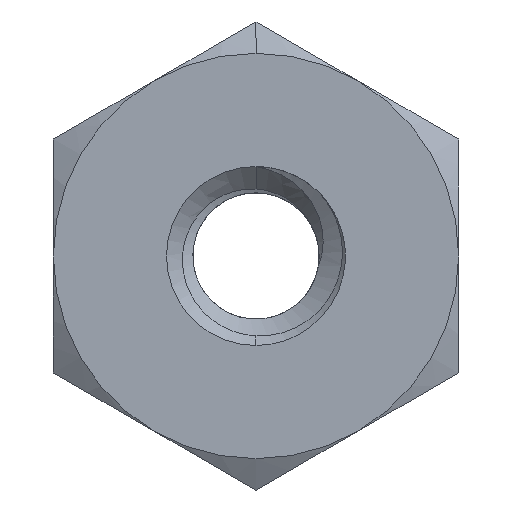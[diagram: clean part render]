
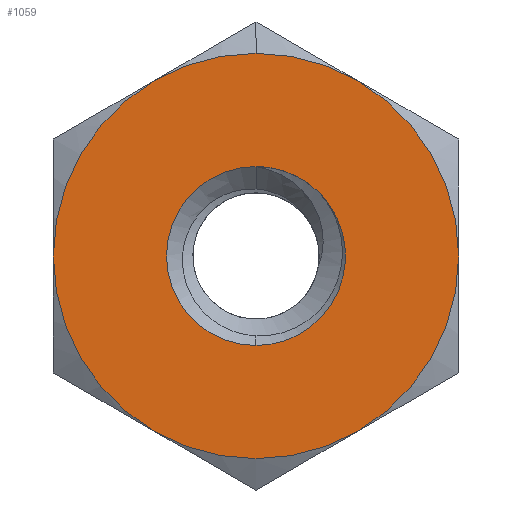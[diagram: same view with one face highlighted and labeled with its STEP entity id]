
A CAD part, front view. The second image highlights one B-rep face of the part: STEP entity #1059.
In plain terms, the highlighted planar face has unit normal (0, -1, 0).
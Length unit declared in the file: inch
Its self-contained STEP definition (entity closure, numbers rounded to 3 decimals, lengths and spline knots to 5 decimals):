
#14 = VERTEX_POINT ( 'NONE', #447 ) ;
#33 = DIRECTION ( 'NONE',  ( 0., 0., 1. ) ) ;
#45 = CIRCLE ( 'NONE', #1421, 0.15625 ) ;
#50 = VERTEX_POINT ( 'NONE', #1348 ) ;
#58 = DIRECTION ( 'NONE',  ( 0., 0., 1. ) ) ;
#72 = PLANE ( 'NONE',  #1201 ) ;
#75 = CIRCLE ( 'NONE', #1267, 0.15625 ) ;
#92 = DIRECTION ( 'NONE',  ( 0., -1., 0. ) ) ;
#98 = DIRECTION ( 'NONE',  ( 0., -1., 0. ) ) ;
#134 = ORIENTED_EDGE ( 'NONE', *, *, #740, .T. ) ;
#171 = ORIENTED_EDGE ( 'NONE', *, *, #1885, .T. ) ;
#176 = CARTESIAN_POINT ( 'NONE',  ( 0., -0.05469, 0. ) ) ;
#186 = DIRECTION ( 'NONE',  ( 0., -1., 0. ) ) ;
#202 = VERTEX_POINT ( 'NONE', #1106 ) ;
#217 = CARTESIAN_POINT ( 'NONE',  ( 0., -0.05469, 0.069 ) ) ;
#220 = VERTEX_POINT ( 'NONE', #950 ) ;
#241 = EDGE_CURVE ( 'NONE', #1195, #754, #1139, .T. ) ;
#242 = FACE_BOUND ( 'NONE', #1884, .T. ) ;
#259 = VERTEX_POINT ( 'NONE', #217 ) ;
#279 = CARTESIAN_POINT ( 'NONE',  ( 0., -0.05469, 0. ) ) ;
#284 = AXIS2_PLACEMENT_3D ( 'NONE', #1184, #1205, #33 ) ;
#296 = EDGE_CURVE ( 'NONE', #202, #371, #1784, .T. ) ;
#311 = CIRCLE ( 'NONE', #1604, 0.069 ) ;
#331 = CARTESIAN_POINT ( 'NONE',  ( 0., -0.05469, 0. ) ) ;
#353 = ORIENTED_EDGE ( 'NONE', *, *, #487, .T. ) ;
#371 = VERTEX_POINT ( 'NONE', #1561 ) ;
#375 = CARTESIAN_POINT ( 'NONE',  ( -0.15625, -0.05469, -0.09021 ) ) ;
#447 = CARTESIAN_POINT ( 'NONE',  ( -0.07813, -0.05469, -0.13532 ) ) ;
#487 = EDGE_CURVE ( 'NONE', #202, #1051, #1230, .T. ) ;
#498 = EDGE_LOOP ( 'NONE', ( #353, #171, #1192, #746, #1473, #1582, #725 ) ) ;
#507 = DIRECTION ( 'NONE',  ( 0., 1., 0. ) ) ;
#525 = EDGE_CURVE ( 'NONE', #1754, #14, #45, .T. ) ;
#526 = DIRECTION ( 'NONE',  ( 0., 0., 1. ) ) ;
#573 = DIRECTION ( 'NONE',  ( 0., 1., 0. ) ) ;
#625 = CIRCLE ( 'NONE', #1361, 0.069 ) ;
#675 = FACE_OUTER_BOUND ( 'NONE', #498, .T. ) ;
#712 = DIRECTION ( 'NONE',  ( 0., 0., 1. ) ) ;
#725 = ORIENTED_EDGE ( 'NONE', *, *, #296, .F. ) ;
#740 = EDGE_CURVE ( 'NONE', #259, #1195, #311, .T. ) ;
#744 = CIRCLE ( 'NONE', #1853, 0.15625 ) ;
#746 = ORIENTED_EDGE ( 'NONE', *, *, #525, .T. ) ;
#754 = VERTEX_POINT ( 'NONE', #771 ) ;
#771 = CARTESIAN_POINT ( 'NONE',  ( 0., -0.05469, -0.069 ) ) ;
#838 = CIRCLE ( 'NONE', #284, 0.15625 ) ;
#873 = EDGE_CURVE ( 'NONE', #14, #220, #1574, .T. ) ;
#912 = DIRECTION ( 'NONE',  ( 0., 1., 0. ) ) ;
#950 = CARTESIAN_POINT ( 'NONE',  ( 0.07813, -0.05469, -0.13532 ) ) ;
#980 = DIRECTION ( 'NONE',  ( 0., 0., 1. ) ) ;
#987 = AXIS2_PLACEMENT_3D ( 'NONE', #1521, #507, #526 ) ;
#990 = DIRECTION ( 'NONE',  ( 0., -1., 0. ) ) ;
#998 = CARTESIAN_POINT ( 'NONE',  ( 0.04879, -0.05469, 0.04879 ) ) ;
#1009 = CARTESIAN_POINT ( 'NONE',  ( 0., -0.05469, 0. ) ) ;
#1051 = VERTEX_POINT ( 'NONE', #1384 ) ;
#1059 = ADVANCED_FACE ( 'NONE', ( #675, #242 ), #72, .F. ) ;
#1063 = CARTESIAN_POINT ( 'NONE',  ( 0., -0.05469, 0. ) ) ;
#1106 = CARTESIAN_POINT ( 'NONE',  ( 0.07813, -0.05469, 0.13532 ) ) ;
#1139 = CIRCLE ( 'NONE', #987, 0.069 ) ;
#1171 = AXIS2_PLACEMENT_3D ( 'NONE', #1811, #92, #58 ) ;
#1184 = CARTESIAN_POINT ( 'NONE',  ( 0., -0.05469, 0. ) ) ;
#1192 = ORIENTED_EDGE ( 'NONE', *, *, #1850, .T. ) ;
#1195 = VERTEX_POINT ( 'NONE', #998 ) ;
#1201 = AXIS2_PLACEMENT_3D ( 'NONE', #375, #1704, #1255 ) ;
#1205 = DIRECTION ( 'NONE',  ( 0., -1., 0. ) ) ;
#1215 = ORIENTED_EDGE ( 'NONE', *, *, #241, .T. ) ;
#1230 = CIRCLE ( 'NONE', #1724, 0.15625 ) ;
#1255 = DIRECTION ( 'NONE',  ( 0., 0., 1. ) ) ;
#1267 = AXIS2_PLACEMENT_3D ( 'NONE', #1620, #1312, #1328 ) ;
#1279 = CARTESIAN_POINT ( 'NONE',  ( 0., -0.05469, 0. ) ) ;
#1312 = DIRECTION ( 'NONE',  ( 0., -1., 0. ) ) ;
#1323 = DIRECTION ( 'NONE',  ( 0., 1., 0. ) ) ;
#1328 = DIRECTION ( 'NONE',  ( 0., 0., 1. ) ) ;
#1348 = CARTESIAN_POINT ( 'NONE',  ( -0.07813, -0.05469, 0.13532 ) ) ;
#1361 = AXIS2_PLACEMENT_3D ( 'NONE', #1063, #1323, #1652 ) ;
#1384 = CARTESIAN_POINT ( 'NONE',  ( 0., -0.05469, 0.15625 ) ) ;
#1421 = AXIS2_PLACEMENT_3D ( 'NONE', #1279, #98, #1588 ) ;
#1473 = ORIENTED_EDGE ( 'NONE', *, *, #873, .T. ) ;
#1474 = AXIS2_PLACEMENT_3D ( 'NONE', #279, #573, #980 ) ;
#1503 = DIRECTION ( 'NONE',  ( 0., 0., 1. ) ) ;
#1521 = CARTESIAN_POINT ( 'NONE',  ( 0., -0.05469, 0. ) ) ;
#1561 = CARTESIAN_POINT ( 'NONE',  ( 0.15625, -0.05469, 0. ) ) ;
#1574 = CIRCLE ( 'NONE', #1171, 0.15625 ) ;
#1582 = ORIENTED_EDGE ( 'NONE', *, *, #1677, .T. ) ;
#1588 = DIRECTION ( 'NONE',  ( 0., 0., 1. ) ) ;
#1604 = AXIS2_PLACEMENT_3D ( 'NONE', #331, #912, #1503 ) ;
#1620 = CARTESIAN_POINT ( 'NONE',  ( 0., -0.05469, 0. ) ) ;
#1652 = DIRECTION ( 'NONE',  ( 0., 0., 1. ) ) ;
#1669 = DIRECTION ( 'NONE',  ( 0., 0., 1. ) ) ;
#1677 = EDGE_CURVE ( 'NONE', #220, #371, #838, .T. ) ;
#1704 = DIRECTION ( 'NONE',  ( 0., 1., 0. ) ) ;
#1724 = AXIS2_PLACEMENT_3D ( 'NONE', #1009, #990, #712 ) ;
#1744 = EDGE_CURVE ( 'NONE', #754, #259, #625, .T. ) ;
#1754 = VERTEX_POINT ( 'NONE', #1764 ) ;
#1764 = CARTESIAN_POINT ( 'NONE',  ( -0.15625, -0.05469, 0. ) ) ;
#1784 = CIRCLE ( 'NONE', #1474, 0.15625 ) ;
#1811 = CARTESIAN_POINT ( 'NONE',  ( 0., -0.05469, 0. ) ) ;
#1815 = ORIENTED_EDGE ( 'NONE', *, *, #1744, .T. ) ;
#1850 = EDGE_CURVE ( 'NONE', #50, #1754, #75, .T. ) ;
#1853 = AXIS2_PLACEMENT_3D ( 'NONE', #176, #186, #1669 ) ;
#1884 = EDGE_LOOP ( 'NONE', ( #134, #1215, #1815 ) ) ;
#1885 = EDGE_CURVE ( 'NONE', #1051, #50, #744, .T. ) ;
